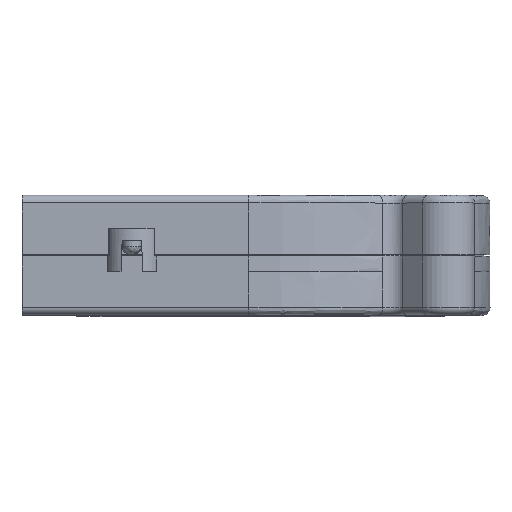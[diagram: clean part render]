
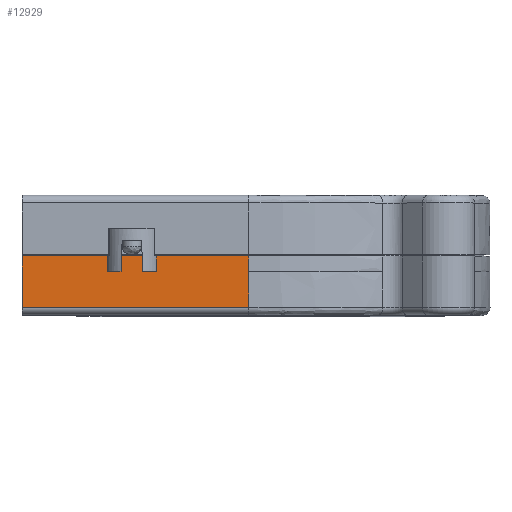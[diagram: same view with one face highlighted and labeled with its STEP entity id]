
A CAD part, top view. The second image highlights one B-rep face of the part: STEP entity #12929.
In plain terms, the highlighted planar face has unit normal (0, 0, 1).
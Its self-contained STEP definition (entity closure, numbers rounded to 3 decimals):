
#619=DIRECTION('',(1.,0.,0.));
#620=VECTOR('',#619,29.1);
#621=CARTESIAN_POINT('',(0.,-4.6,0.));
#622=LINE('',#621,#620);
#627=DIRECTION('',(0.035,0.999,0.));
#628=VECTOR('',#627,2.001);
#629=CARTESIAN_POINT('',(12.71,0.,0.));
#630=LINE('',#629,#628);
#631=DIRECTION('',(1.,0.,0.));
#632=VECTOR('',#631,2.64);
#633=CARTESIAN_POINT('',(12.78,2.,0.));
#634=LINE('',#633,#632);
#635=DIRECTION('',(0.035,-0.999,0.));
#636=VECTOR('',#635,2.001);
#637=CARTESIAN_POINT('',(15.42,2.,0.));
#638=LINE('',#637,#636);
#639=DIRECTION('',(1.,0.,0.));
#640=VECTOR('',#639,11.838);
#641=CARTESIAN_POINT('',(17.262,2.,0.));
#642=LINE('',#641,#640);
#643=DIRECTION('',(0.,1.,0.));
#644=VECTOR('',#643,6.6);
#645=CARTESIAN_POINT('',(0.,-4.6,0.));
#646=LINE('',#645,#644);
#647=DIRECTION('',(1.,0.,0.));
#648=VECTOR('',#647,10.938);
#649=CARTESIAN_POINT('',(0.,2.,0.));
#650=LINE('',#649,#648);
#651=DIRECTION('',(1.,0.,0.));
#652=VECTOR('',#651,1.773);
#653=CARTESIAN_POINT('',(10.938,0.,0.));
#654=LINE('',#653,#652);
#660=DIRECTION('',(1.,0.,0.));
#661=VECTOR('',#660,1.773);
#662=CARTESIAN_POINT('',(15.49,0.,0.));
#663=LINE('',#662,#661);
#902=DIRECTION('',(0.,1.,0.));
#903=VECTOR('',#902,2.);
#904=CARTESIAN_POINT('',(10.938,0.,0.));
#905=LINE('',#904,#903);
#906=DIRECTION('',(0.,-1.,0.));
#907=VECTOR('',#906,2.);
#908=CARTESIAN_POINT('',(17.262,2.,0.));
#909=LINE('',#908,#907);
#1454=CARTESIAN_POINT('',(29.1,2.,0.));
#3865=DIRECTION('',(0.,1.,0.));
#3866=VECTOR('',#3865,4.6);
#3867=CARTESIAN_POINT('',(29.1,-4.6,
0.));
#3868=LINE('',#3867,#3866);
#3873=CARTESIAN_POINT('',(29.1,0.,
0.));
#3875=DIRECTION('',(0.,1.,0.));
#3876=VECTOR('',#3875,2.);
#3877=CARTESIAN_POINT('',(29.1,0.,
0.));
#3878=LINE('',#3877,#3876);
#10202=VERTEX_POINT('',#1454);
#10203=CARTESIAN_POINT('',(17.262,2.,0.));
#10205=VERTEX_POINT('',#10203);
#10209=CARTESIAN_POINT('',(15.42,2.,0.));
#10210=VERTEX_POINT('',#10209);
#10212=CARTESIAN_POINT('',(12.78,2.,0.));
#10214=VERTEX_POINT('',#10212);
#10217=CARTESIAN_POINT('',(10.938,2.,0.));
#10218=VERTEX_POINT('',#10217);
#10219=CARTESIAN_POINT('',(0.,2.,0.));
#10220=VERTEX_POINT('',#10219);
#10746=CARTESIAN_POINT('',(0.,-4.6,0.));
#10748=VERTEX_POINT('',#10746);
#10841=CARTESIAN_POINT('',(29.1,-4.6,
0.));
#10842=VERTEX_POINT('',#10841);
#11774=CARTESIAN_POINT('',(10.938,0.,0.));
#11775=CARTESIAN_POINT('',(12.71,0.,0.));
#11776=VERTEX_POINT('',#11774);
#11777=VERTEX_POINT('',#11775);
#11778=CARTESIAN_POINT('',(15.49,0.,0.));
#11779=CARTESIAN_POINT('',(17.262,0.,0.));
#11780=VERTEX_POINT('',#11778);
#11781=VERTEX_POINT('',#11779);
#11783=VERTEX_POINT('',#3873);
#12897=CARTESIAN_POINT('',(23.181,1.,0.));
#12898=DIRECTION('',(0.,0.,1.));
#12899=DIRECTION('',(-1.,0.,0.));
#12900=AXIS2_PLACEMENT_3D('',#12897,#12898,#12899);
#12901=PLANE('',#12900);
#12903=ORIENTED_EDGE('',*,*,#12902,.T.);
#12905=ORIENTED_EDGE('',*,*,#12904,.T.);
#12907=ORIENTED_EDGE('',*,*,#12906,.T.);
#12909=ORIENTED_EDGE('',*,*,#12908,.T.);
#12911=ORIENTED_EDGE('',*,*,#12910,.T.);
#12913=ORIENTED_EDGE('',*,*,#12912,.F.);
#12915=ORIENTED_EDGE('',*,*,#12914,.T.);
#12917=ORIENTED_EDGE('',*,*,#12916,.F.);
#12919=ORIENTED_EDGE('',*,*,#12918,.F.);
#12920=ORIENTED_EDGE('',*,*,#12887,.F.);
#12922=ORIENTED_EDGE('',*,*,#12921,.T.);
#12924=ORIENTED_EDGE('',*,*,#12923,.T.);
#12926=ORIENTED_EDGE('',*,*,#12925,.F.);
#12927=EDGE_LOOP('',(#12903,#12905,#12907,#12909,#12911,#12913,#12915,#12917,
#12919,#12920,#12922,#12924,#12926));
#12928=FACE_OUTER_BOUND('',#12927,.F.);
#12929=ADVANCED_FACE('',(#12928),#12901,.T.);
#12887=EDGE_CURVE('',#10748,#10842,#622,.T.);
#12902=EDGE_CURVE('',#11776,#11777,#654,.T.);
#12904=EDGE_CURVE('',#11777,#10214,#630,.T.);
#12906=EDGE_CURVE('',#10214,#10210,#634,.T.);
#12908=EDGE_CURVE('',#10210,#11780,#638,.T.);
#12910=EDGE_CURVE('',#11780,#11781,#663,.T.);
#12912=EDGE_CURVE('',#10205,#11781,#909,.T.);
#12914=EDGE_CURVE('',#10205,#10202,#642,.T.);
#12916=EDGE_CURVE('',#11783,#10202,#3878,.T.);
#12918=EDGE_CURVE('',#10842,#11783,#3868,.T.);
#12921=EDGE_CURVE('',#10748,#10220,#646,.T.);
#12923=EDGE_CURVE('',#10220,#10218,#650,.T.);
#12925=EDGE_CURVE('',#11776,#10218,#905,.T.);
